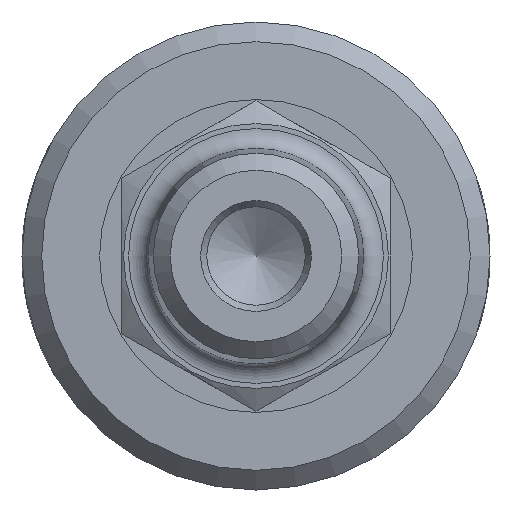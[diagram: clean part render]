
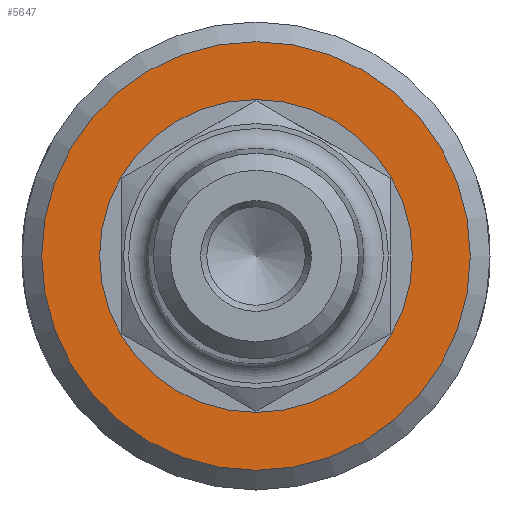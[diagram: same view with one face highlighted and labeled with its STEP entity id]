
A CAD part, left-side view. The second image highlights one B-rep face of the part: STEP entity #5647.
In plain terms, the highlighted planar face has unit normal (-1, 0, 0).
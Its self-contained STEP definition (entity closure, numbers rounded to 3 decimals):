
#73=FACE_BOUND('',#1509,.T.);
#834=CIRCLE('',#5947,17.4);
#835=CIRCLE('',#5948,12.7);
#836=CIRCLE('',#5949,12.7);
#1159=FACE_OUTER_BOUND('',#1508,.T.);
#1508=EDGE_LOOP('',(#5059));
#1509=EDGE_LOOP('',(#5060,#5061));
#2670=VERTEX_POINT('',#40766);
#2671=VERTEX_POINT('',#40768);
#2672=VERTEX_POINT('',#40769);
#3485=EDGE_CURVE('',#2670,#2670,#834,.T.);
#3486=EDGE_CURVE('',#2671,#2672,#835,.T.);
#3487=EDGE_CURVE('',#2672,#2671,#836,.T.);
#5059=ORIENTED_EDGE('',*,*,#3485,.F.);
#5060=ORIENTED_EDGE('',*,*,#3486,.T.);
#5061=ORIENTED_EDGE('',*,*,#3487,.T.);
#5353=PLANE('',#5946);
#5647=ADVANCED_FACE('',(#1159,#73),#5353,.T.);
#5946=AXIS2_PLACEMENT_3D('',#40765,#6794,#6795);
#5947=AXIS2_PLACEMENT_3D('',#40767,#6796,#6797);
#5948=AXIS2_PLACEMENT_3D('',#40770,#6798,#6799);
#5949=AXIS2_PLACEMENT_3D('',#40771,#6800,#6801);
#6794=DIRECTION('center_axis',(-1.,0.,0.));
#6795=DIRECTION('ref_axis',(0.,0.,1.));
#6796=DIRECTION('center_axis',(1.,0.,0.));
#6797=DIRECTION('ref_axis',(0.,-1.,0.));
#6798=DIRECTION('center_axis',(1.,0.,0.));
#6799=DIRECTION('ref_axis',(0.,1.,0.));
#6800=DIRECTION('center_axis',(1.,0.,0.));
#6801=DIRECTION('ref_axis',(0.,1.,0.));
#40765=CARTESIAN_POINT('Origin',(0.,12.996,0.));
#40766=CARTESIAN_POINT('',(0.,17.4,0.));
#40767=CARTESIAN_POINT('Origin',(0.,0.,0.));
#40768=CARTESIAN_POINT('',(0.,12.7,0.));
#40769=CARTESIAN_POINT('',(0.,-12.7,0.));
#40770=CARTESIAN_POINT('Origin',(0.,0.,0.));
#40771=CARTESIAN_POINT('Origin',(0.,0.,0.));
